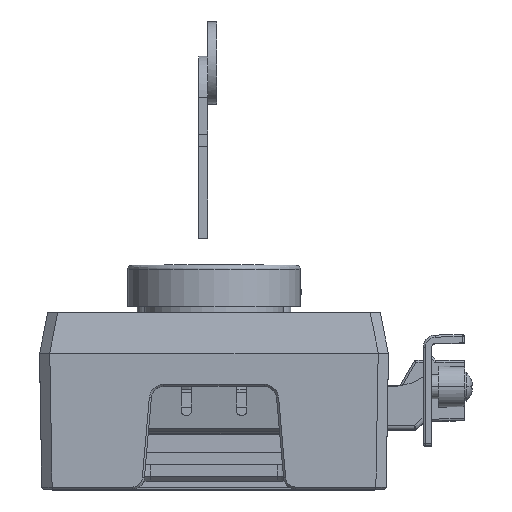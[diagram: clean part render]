
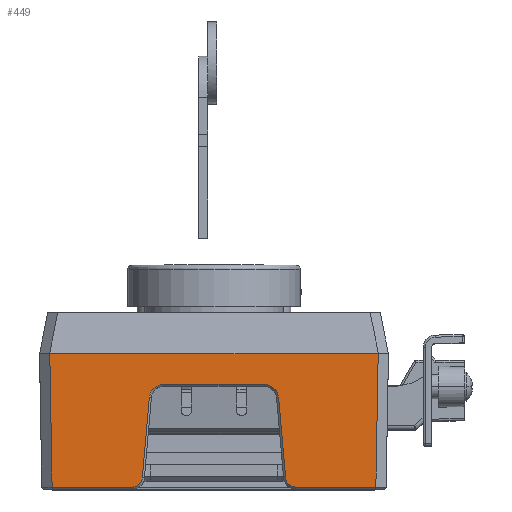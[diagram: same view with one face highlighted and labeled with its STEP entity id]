
A CAD part, top view. The second image highlights one B-rep face of the part: STEP entity #449.
In plain terms, the highlighted face is planar.
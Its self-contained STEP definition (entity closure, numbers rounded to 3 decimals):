
#449=ADVANCED_FACE('',(#2107),#2106,.T.);
#2106=PLANE('',#18456);
#2107=FACE_OUTER_BOUND('',#18457,.T.);
#18453=CARTESIAN_POINT('',(48.,-22.752,22.557));
#18454=DIRECTION('',(0.,0.017,1.));
#18455=DIRECTION('',(0.,1.,-0.017));
#18456=AXIS2_PLACEMENT_3D('',#18453,#18454,#18455);
#18457=EDGE_LOOP('',(#28418,#28419,#28420,#28421,#28422,#28423,#28424,#28425,#28426,#28427,#28428,#28429));
#28418=ORIENTED_EDGE('',*,*,#36828,.T.);
#28419=ORIENTED_EDGE('',*,*,#36829,.T.);
#28420=ORIENTED_EDGE('',*,*,#36830,.T.);
#28421=ORIENTED_EDGE('',*,*,#36831,.T.);
#28422=ORIENTED_EDGE('',*,*,#36832,.T.);
#28423=ORIENTED_EDGE('',*,*,#36833,.T.);
#28424=ORIENTED_EDGE('',*,*,#36834,.T.);
#28425=ORIENTED_EDGE('',*,*,#36835,.T.);
#28426=ORIENTED_EDGE('',*,*,#36836,.T.);
#28427=ORIENTED_EDGE('',*,*,#36837,.T.);
#28428=ORIENTED_EDGE('',*,*,#36838,.T.);
#28429=ORIENTED_EDGE('',*,*,#36839,.F.);
#36828=EDGE_CURVE('',#41116,#41117,#41118,.T.);
#36829=EDGE_CURVE('',#41117,#41124,#41125,.T.);
#36830=EDGE_CURVE('',#41124,#41131,#41132,.T.);
#36831=EDGE_CURVE('',#41131,#41138,#41139,.T.);
#36832=EDGE_CURVE('',#41138,#41145,#41146,.T.);
#36833=EDGE_CURVE('',#41145,#41152,#41153,.T.);
#36834=EDGE_CURVE('',#41152,#41159,#41160,.T.);
#36835=EDGE_CURVE('',#41159,#41166,#41167,.T.);
#36836=EDGE_CURVE('',#41166,#41173,#41174,.T.);
#36837=EDGE_CURVE('',#41173,#41180,#41181,.T.);
#36838=EDGE_CURVE('',#41180,#41187,#41188,.T.);
#36839=EDGE_CURVE('',#41116,#41187,#41194,.T.);
#41116=VERTEX_POINT('',#69016);
#41117=VERTEX_POINT('',#69017);
#41118=(BOUNDED_CURVE() B_SPLINE_CURVE(1,(#69018,#69019),.UNSPECIFIED.,.F.,.F.) B_SPLINE_CURVE_WITH_KNOTS((2,2),(0.,1.),.UNSPECIFIED.) CURVE() GEOMETRIC_REPRESENTATION_ITEM() RATIONAL_B_SPLINE_CURVE((1.,1.)) REPRESENTATION_ITEM('') );
#41124=VERTEX_POINT('',#69020);
#41125=(BOUNDED_CURVE() B_SPLINE_CURVE(1,(#69021,#69022),.UNSPECIFIED.,.F.,.F.) B_SPLINE_CURVE_WITH_KNOTS((2,2),(0.,1.),.UNSPECIFIED.) CURVE() GEOMETRIC_REPRESENTATION_ITEM() RATIONAL_B_SPLINE_CURVE((1.,1.)) REPRESENTATION_ITEM('') );
#41131=VERTEX_POINT('',#69023);
#41132=(BOUNDED_CURVE() B_SPLINE_CURVE(2,(#69024,#69025,#69026,#69027,#69028),.UNSPECIFIED.,.F.,.F.) B_SPLINE_CURVE_WITH_KNOTS((3,2,3),(0.,0.5,1.),.UNSPECIFIED.) CURVE() GEOMETRIC_REPRESENTATION_ITEM() RATIONAL_B_SPLINE_CURVE((1.,1.,1.,1.,1.)) REPRESENTATION_ITEM('') );
#41138=VERTEX_POINT('',#69029);
#41139=LINE('',#69030,#69031);
#41145=VERTEX_POINT('',#69033);
#41146=(BOUNDED_CURVE() B_SPLINE_CURVE(2,(#69034,#69035,#69036,#69037,#69038,#69039,#69040,#69041,#69042),.UNSPECIFIED.,.F.,.F.) B_SPLINE_CURVE_WITH_KNOTS((3,2,2,2,3),(0.,0.25,0.5,0.75,1.),.UNSPECIFIED.) CURVE() GEOMETRIC_REPRESENTATION_ITEM() RATIONAL_B_SPLINE_CURVE((1.,1.,1.,1.,1.,1.,1.,1.,1.)) REPRESENTATION_ITEM('') );
#41152=VERTEX_POINT('',#69043);
#41153=LINE('',#69044,#69045);
#41159=VERTEX_POINT('',#69047);
#41160=(BOUNDED_CURVE() B_SPLINE_CURVE(2,(#69048,#69049,#69050,#69051,#69052,#69053,#69054,#69055,#69056),.UNSPECIFIED.,.F.,.F.) B_SPLINE_CURVE_WITH_KNOTS((3,2,2,2,3),(0.,0.25,0.5,0.75,1.),.UNSPECIFIED.) CURVE() GEOMETRIC_REPRESENTATION_ITEM() RATIONAL_B_SPLINE_CURVE((1.,1.,1.,1.,1.,1.,1.,1.,1.)) REPRESENTATION_ITEM('') );
#41166=VERTEX_POINT('',#69057);
#41167=LINE('',#69058,#69059);
#41173=VERTEX_POINT('',#69061);
#41174=(BOUNDED_CURVE() B_SPLINE_CURVE(2,(#69062,#69063,#69064,#69065,#69066),.UNSPECIFIED.,.F.,.F.) B_SPLINE_CURVE_WITH_KNOTS((3,2,3),(0.,0.5,1.),.UNSPECIFIED.) CURVE() GEOMETRIC_REPRESENTATION_ITEM() RATIONAL_B_SPLINE_CURVE((1.,1.,1.,1.,1.)) REPRESENTATION_ITEM('') );
#41180=VERTEX_POINT('',#69067);
#41181=(BOUNDED_CURVE() B_SPLINE_CURVE(1,(#69068,#69069),.UNSPECIFIED.,.F.,.F.) B_SPLINE_CURVE_WITH_KNOTS((2,2),(0.,1.),.UNSPECIFIED.) CURVE() GEOMETRIC_REPRESENTATION_ITEM() RATIONAL_B_SPLINE_CURVE((1.,1.)) REPRESENTATION_ITEM('') );
#41187=VERTEX_POINT('',#69070);
#41188=(BOUNDED_CURVE() B_SPLINE_CURVE(1,(#69071,#69072),.UNSPECIFIED.,.F.,.F.) B_SPLINE_CURVE_WITH_KNOTS((2,2),(0.,1.),.UNSPECIFIED.) CURVE() GEOMETRIC_REPRESENTATION_ITEM() RATIONAL_B_SPLINE_CURVE((1.,1.)) REPRESENTATION_ITEM('') );
#41194=LINE('',#69073,#69074);
#69016=CARTESIAN_POINT('',(40.,-19.5,22.5));
#69017=CARTESIAN_POINT('',(39.432,13.,21.933));
#69018=CARTESIAN_POINT('',(40.,-19.5,22.5));
#69019=CARTESIAN_POINT('',(39.432,13.,21.933));
#69020=CARTESIAN_POINT('',(19.936,13.,21.933));
#69021=CARTESIAN_POINT('',(39.432,13.,21.933));
#69022=CARTESIAN_POINT('',(19.936,13.,21.933));
#69023=CARTESIAN_POINT('',(17.454,10.726,21.972));
#69024=CARTESIAN_POINT('',(19.936,13.,21.933));
#69025=CARTESIAN_POINT('',(18.997,13.021,21.932));
#69026=CARTESIAN_POINT('',(18.256,12.342,21.944));
#69027=CARTESIAN_POINT('',(17.515,11.664,21.956));
#69028=CARTESIAN_POINT('',(17.454,10.726,21.972));
#69029=CARTESIAN_POINT('',(15.746,-8.797,22.313));
#69030=CARTESIAN_POINT('',(17.454,10.726,21.972));
#69031=VECTOR('',#69032,19.6);
#69032=DIRECTION('',(-0.087,-0.996,0.017));
#69033=CARTESIAN_POINT('',(12.251,-12.,22.369));
#69034=CARTESIAN_POINT('',(15.746,-8.797,22.313));
#69035=CARTESIAN_POINT('',(15.705,-9.444,22.324));
#69036=CARTESIAN_POINT('',(15.4,-10.046,22.335));
#69037=CARTESIAN_POINT('',(15.108,-10.624,22.345));
#69038=CARTESIAN_POINT('',(14.617,-11.074,22.353));
#69039=CARTESIAN_POINT('',(14.128,-11.522,22.361));
#69040=CARTESIAN_POINT('',(13.525,-11.764,22.365));
#69041=CARTESIAN_POINT('',(12.9,-12.015,22.369));
#69042=CARTESIAN_POINT('',(12.251,-12.,22.369));
#69043=CARTESIAN_POINT('',(-12.251,-12.,22.369));
#69044=CARTESIAN_POINT('',(12.251,-12.,22.369));
#69045=VECTOR('',#69046,24.502);
#69046=DIRECTION('',(-1.,0.,0.));
#69047=CARTESIAN_POINT('',(-15.746,-8.797,22.313));
#69048=CARTESIAN_POINT('',(-12.251,-12.,22.369));
#69049=CARTESIAN_POINT('',(-12.899,-12.015,22.369));
#69050=CARTESIAN_POINT('',(-13.525,-11.764,22.365));
#69051=CARTESIAN_POINT('',(-14.127,-11.523,22.361));
#69052=CARTESIAN_POINT('',(-14.617,-11.074,22.353));
#69053=CARTESIAN_POINT('',(-15.107,-10.625,22.345));
#69054=CARTESIAN_POINT('',(-15.4,-10.046,22.335));
#69055=CARTESIAN_POINT('',(-15.704,-9.445,22.324));
#69056=CARTESIAN_POINT('',(-15.746,-8.797,22.313));
#69057=CARTESIAN_POINT('',(-17.454,10.726,21.972));
#69058=CARTESIAN_POINT('',(-15.746,-8.797,22.313));
#69059=VECTOR('',#69060,19.6);
#69060=DIRECTION('',(-0.087,0.996,-0.017));
#69061=CARTESIAN_POINT('',(-19.936,13.,21.933));
#69062=CARTESIAN_POINT('',(-17.454,10.726,21.972));
#69063=CARTESIAN_POINT('',(-17.515,11.663,21.956));
#69064=CARTESIAN_POINT('',(-18.256,12.342,21.944));
#69065=CARTESIAN_POINT('',(-18.997,13.021,21.932));
#69066=CARTESIAN_POINT('',(-19.936,13.,21.933));
#69067=CARTESIAN_POINT('',(-39.432,13.,21.933));
#69068=CARTESIAN_POINT('',(-19.936,13.,21.933));
#69069=CARTESIAN_POINT('',(-39.432,13.,21.933));
#69070=CARTESIAN_POINT('',(-40.,-19.5,22.5));
#69071=CARTESIAN_POINT('',(-39.432,13.,21.933));
#69072=CARTESIAN_POINT('',(-40.,-19.5,22.5));
#69073=CARTESIAN_POINT('',(40.,-19.5,22.5));
#69074=VECTOR('',#69075,79.999);
#69075=DIRECTION('',(-1.,0.,0.));
